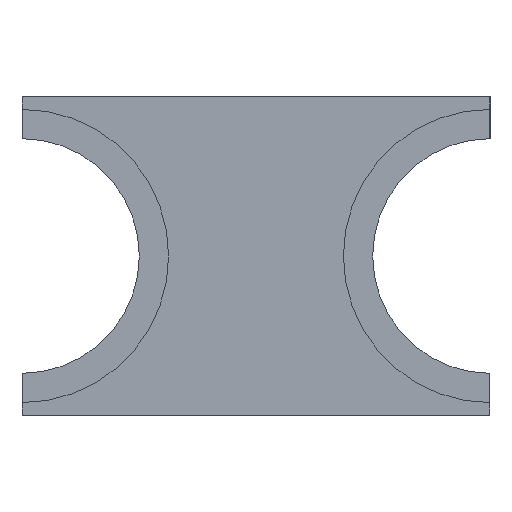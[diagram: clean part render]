
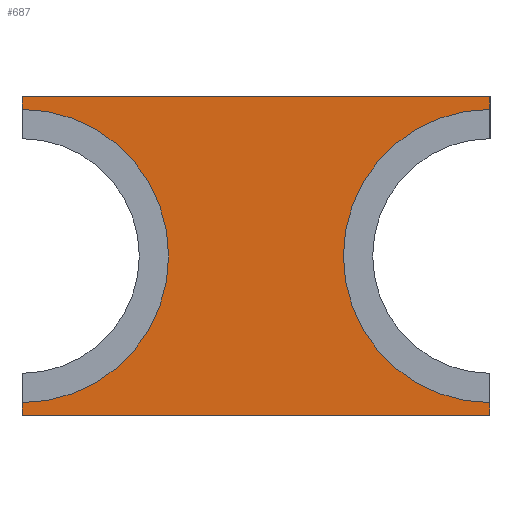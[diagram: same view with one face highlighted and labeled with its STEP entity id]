
A CAD part, front view. The second image highlights one B-rep face of the part: STEP entity #687.
In plain terms, the highlighted planar face has unit normal (0, -1, 0).
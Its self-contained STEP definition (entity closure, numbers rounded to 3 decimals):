
#11 = DIRECTION ( 'NONE',  ( 0., 0., -1. ) ) ;
#75 = EDGE_CURVE ( 'NONE', #119, #629, #1925, .T. ) ;
#84 = DIRECTION ( 'NONE',  ( 0., 0., -1. ) ) ;
#91 = CARTESIAN_POINT ( 'NONE',  ( -3.99, 0., 2.5 ) ) ;
#119 = VERTEX_POINT ( 'NONE', #1727 ) ;
#148 = ORIENTED_EDGE ( 'NONE', *, *, #370, .F. ) ;
#221 = DIRECTION ( 'NONE',  ( 0., 0., -1. ) ) ;
#244 = LINE ( 'NONE', #944, #1413 ) ;
#299 = EDGE_CURVE ( 'NONE', #351, #450, #1330, .T. ) ;
#351 = VERTEX_POINT ( 'NONE', #1322 ) ;
#370 = EDGE_CURVE ( 'NONE', #699, #1999, #834, .T. ) ;
#378 = DIRECTION ( 'NONE',  ( 0., -1., 0. ) ) ;
#392 = DIRECTION ( 'NONE',  ( 0., 0., -1. ) ) ;
#450 = VERTEX_POINT ( 'NONE', #768 ) ;
#501 = ORIENTED_EDGE ( 'NONE', *, *, #981, .F. ) ;
#554 = PLANE ( 'NONE',  #662 ) ;
#629 = VERTEX_POINT ( 'NONE', #91 ) ;
#662 = AXIS2_PLACEMENT_3D ( 'NONE', #1428, #1613, #1955 ) ;
#687 = ADVANCED_FACE ( 'NONE', ( #2060 ), #554, .F. ) ;
#699 = VERTEX_POINT ( 'NONE', #1780 ) ;
#749 = EDGE_CURVE ( 'NONE', #450, #1483, #1900, .T. ) ;
#768 = CARTESIAN_POINT ( 'NONE',  ( 3.99, 0., 2.5 ) ) ;
#802 = VECTOR ( 'NONE', #84, 1000. ) ;
#834 = LINE ( 'NONE', #1527, #2140 ) ;
#915 = LINE ( 'NONE', #2138, #1199 ) ;
#944 = CARTESIAN_POINT ( 'NONE',  ( -3.99, 0., 0. ) ) ;
#981 = EDGE_CURVE ( 'NONE', #1483, #699, #1155, .T. ) ;
#1018 = AXIS2_PLACEMENT_3D ( 'NONE', #1422, #2154, #221 ) ;
#1082 = DIRECTION ( 'NONE',  ( -1., 0., 0. ) ) ;
#1104 = VECTOR ( 'NONE', #392, 1000. ) ;
#1133 = DIRECTION ( 'NONE',  ( 0., 0., -1. ) ) ;
#1155 = LINE ( 'NONE', #2203, #802 ) ;
#1157 = CARTESIAN_POINT ( 'NONE',  ( 3.99, 0., 0. ) ) ;
#1169 = DIRECTION ( 'NONE',  ( -1., 0., 0. ) ) ;
#1181 = EDGE_CURVE ( 'NONE', #119, #1999, #244, .T. ) ;
#1199 = VECTOR ( 'NONE', #1082, 1000. ) ;
#1259 = ORIENTED_EDGE ( 'NONE', *, *, #75, .F. ) ;
#1313 = ORIENTED_EDGE ( 'NONE', *, *, #1871, .T. ) ;
#1322 = CARTESIAN_POINT ( 'NONE',  ( 3.99, 0., 2.72 ) ) ;
#1330 = LINE ( 'NONE', #1157, #1847 ) ;
#1413 = VECTOR ( 'NONE', #1637, 1000. ) ;
#1422 = CARTESIAN_POINT ( 'NONE',  ( 3.99, 0., 0. ) ) ;
#1428 = CARTESIAN_POINT ( 'NONE',  ( 0., 0., 0. ) ) ;
#1483 = VERTEX_POINT ( 'NONE', #2089 ) ;
#1494 = CARTESIAN_POINT ( 'NONE',  ( -3.99, 0., 0. ) ) ;
#1527 = CARTESIAN_POINT ( 'NONE',  ( 0., 0., -2.72 ) ) ;
#1531 = CARTESIAN_POINT ( 'NONE',  ( -3.99, 0., 2.72 ) ) ;
#1578 = LINE ( 'NONE', #1949, #1104 ) ;
#1613 = DIRECTION ( 'NONE',  ( 0., 1., 0. ) ) ;
#1620 = AXIS2_PLACEMENT_3D ( 'NONE', #1494, #378, #11 ) ;
#1634 = ORIENTED_EDGE ( 'NONE', *, *, #1648, .T. ) ;
#1637 = DIRECTION ( 'NONE',  ( 0., 0., -1. ) ) ;
#1648 = EDGE_CURVE ( 'NONE', #351, #1782, #915, .T. ) ;
#1718 = ORIENTED_EDGE ( 'NONE', *, *, #1181, .T. ) ;
#1727 = CARTESIAN_POINT ( 'NONE',  ( -3.99, 0., -2.5 ) ) ;
#1780 = CARTESIAN_POINT ( 'NONE',  ( 3.99, 0., -2.72 ) ) ;
#1782 = VERTEX_POINT ( 'NONE', #1531 ) ;
#1847 = VECTOR ( 'NONE', #1133, 1000. ) ;
#1849 = ORIENTED_EDGE ( 'NONE', *, *, #749, .F. ) ;
#1871 = EDGE_CURVE ( 'NONE', #1782, #629, #1578, .T. ) ;
#1900 = CIRCLE ( 'NONE', #1018, 2.5 ) ;
#1925 = CIRCLE ( 'NONE', #1620, 2.5 ) ;
#1949 = CARTESIAN_POINT ( 'NONE',  ( -3.99, 0., 0. ) ) ;
#1955 = DIRECTION ( 'NONE',  ( 0., 0., 1. ) ) ;
#1999 = VERTEX_POINT ( 'NONE', #2124 ) ;
#2003 = EDGE_LOOP ( 'NONE', ( #501, #1849, #2262, #1634, #1313, #1259, #1718, #148 ) ) ;
#2060 = FACE_OUTER_BOUND ( 'NONE', #2003, .T. ) ;
#2089 = CARTESIAN_POINT ( 'NONE',  ( 3.99, 0., -2.5 ) ) ;
#2124 = CARTESIAN_POINT ( 'NONE',  ( -3.99, 0., -2.72 ) ) ;
#2138 = CARTESIAN_POINT ( 'NONE',  ( 0., 0., 2.72 ) ) ;
#2140 = VECTOR ( 'NONE', #1169, 1000. ) ;
#2154 = DIRECTION ( 'NONE',  ( 0., -1., 0. ) ) ;
#2203 = CARTESIAN_POINT ( 'NONE',  ( 3.99, 0., 0. ) ) ;
#2262 = ORIENTED_EDGE ( 'NONE', *, *, #299, .F. ) ;
